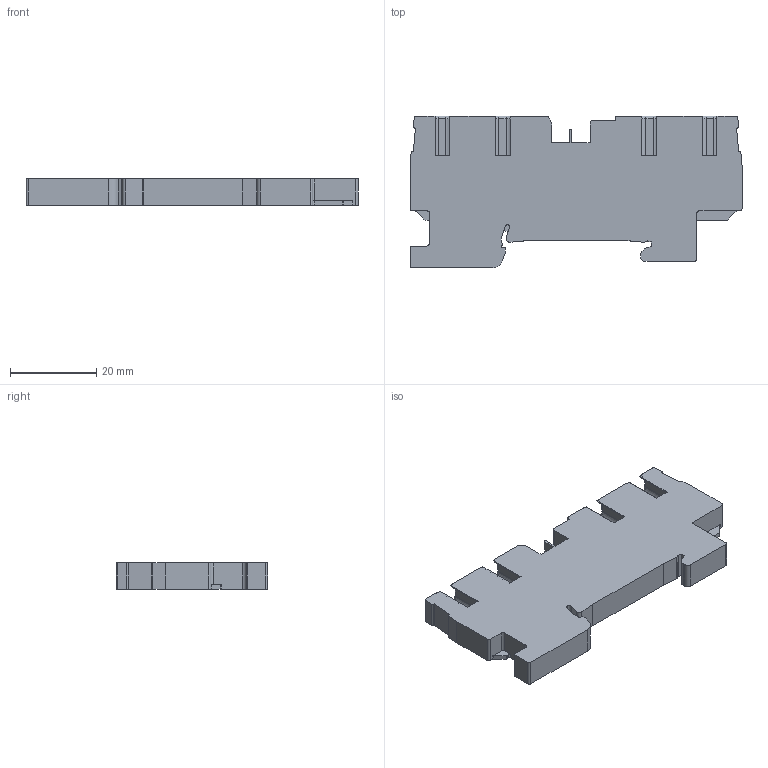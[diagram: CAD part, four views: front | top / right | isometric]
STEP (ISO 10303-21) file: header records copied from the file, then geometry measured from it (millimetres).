
FILE_DESCRIPTION((''),'2;1');
FILE_NAME('27016_PRK4_4A','2019-07-17T',('Christian Carl'),(''),'CREO PARAMETRIC BY PTC INC, 2016380','CREO PARAMETRIC BY PTC INC, 2016380','');
FILE_SCHEMA(('CONFIG_CONTROL_DESIGN'));
Length unit declared in the file: millimetre
Products named in the file (1): 27016_PRK4_4A
Bounding box: 77 x 35.2 x 6.1 mm (x, y, z)
Volume: 11043.2 mm3; surface area: 8039.3 mm2
Topology: 1 solids, 1 shells, 310 faces, 874 edges, 574 vertices
Faces by surface type: plane 206, cylinder 88, cone 16
Entity records: 10047 total; most frequent: CARTESIAN_POINT 1825, ORIENTED_EDGE 1748, DIRECTION 1678, EDGE_CURVE 874, VECTOR 666, LINE 666, VERTEX_POINT 574, AXIS2_PLACEMENT_3D 506
